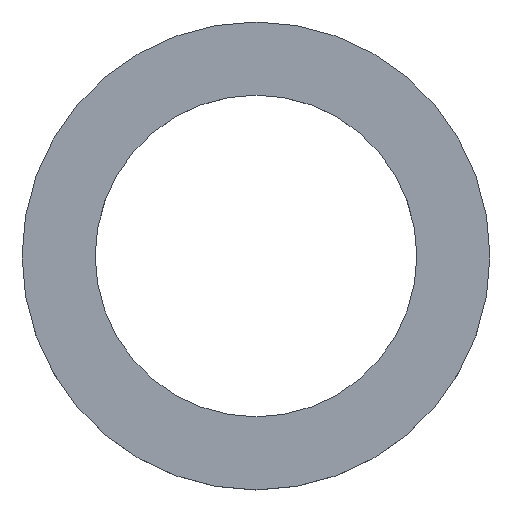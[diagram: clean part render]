
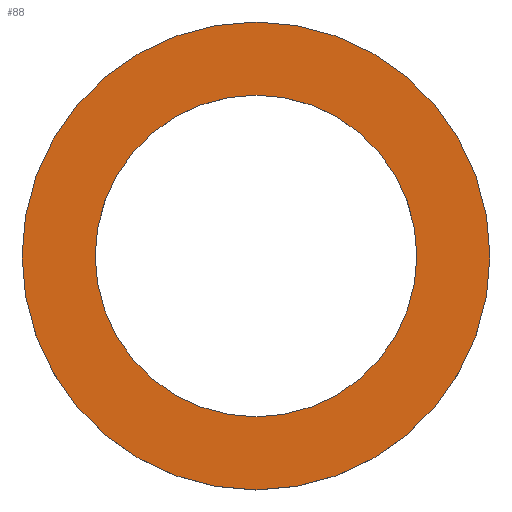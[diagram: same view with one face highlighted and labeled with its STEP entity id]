
A CAD part, top view. The second image highlights one B-rep face of the part: STEP entity #88.
In plain terms, the highlighted planar face has unit normal (0, 0, 1).
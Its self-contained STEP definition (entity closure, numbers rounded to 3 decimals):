
#18 = CIRCLE ( 'NONE', #146, 4.125 ) ;
#30 = FACE_OUTER_BOUND ( 'NONE', #183, .T. ) ;
#33 = DIRECTION ( 'NONE',  ( 1., 0., 0. ) ) ;
#40 = CARTESIAN_POINT ( 'NONE',  ( -32.159, 7.929, 1. ) ) ;
#54 = CARTESIAN_POINT ( 'NONE',  ( -26.159, 7.929, 1. ) ) ;
#61 = VERTEX_POINT ( 'NONE', #117 ) ;
#82 = EDGE_CURVE ( 'NONE', #135, #134, #148, .T. ) ;
#88 = ADVANCED_FACE ( 'NONE', ( #30, #149 ), #212, .T. ) ;
#89 = CIRCLE ( 'NONE', #106, 6. ) ;
#94 = DIRECTION ( 'NONE',  ( 1., 0., 0. ) ) ;
#97 = ORIENTED_EDGE ( 'NONE', *, *, #82, .F. ) ;
#98 = EDGE_CURVE ( 'NONE', #61, #206, #164, .T. ) ;
#105 = DIRECTION ( 'NONE',  ( 0., 0., 1. ) ) ;
#106 = AXIS2_PLACEMENT_3D ( 'NONE', #170, #171, #201 ) ;
#113 = DIRECTION ( 'NONE',  ( 0., 0., 1. ) ) ;
#116 = EDGE_CURVE ( 'NONE', #206, #61, #89, .T. ) ;
#117 = CARTESIAN_POINT ( 'NONE',  ( -38.159, 7.929, 1. ) ) ;
#119 = CARTESIAN_POINT ( 'NONE',  ( -32.159, 7.929, 1. ) ) ;
#134 = VERTEX_POINT ( 'NONE', #155 ) ;
#135 = VERTEX_POINT ( 'NONE', #157 ) ;
#136 = DIRECTION ( 'NONE',  ( 1., 0., 0. ) ) ;
#140 = CARTESIAN_POINT ( 'NONE',  ( -32.159, 7.929, 1. ) ) ;
#146 = AXIS2_PLACEMENT_3D ( 'NONE', #140, #105, #33 ) ;
#147 = EDGE_LOOP ( 'NONE', ( #211, #97 ) ) ;
#148 = CIRCLE ( 'NONE', #175, 4.125 ) ;
#149 = FACE_BOUND ( 'NONE', #147, .T. ) ;
#150 = DIRECTION ( 'NONE',  ( 0., 0., 1. ) ) ;
#155 = CARTESIAN_POINT ( 'NONE',  ( -36.284, 7.929, 1. ) ) ;
#157 = CARTESIAN_POINT ( 'NONE',  ( -28.034, 7.929, 1. ) ) ;
#158 = AXIS2_PLACEMENT_3D ( 'NONE', #182, #150, #136 ) ;
#162 = DIRECTION ( 'NONE',  ( 1., 0., 0. ) ) ;
#163 = EDGE_CURVE ( 'NONE', #134, #135, #18, .T. ) ;
#164 = CIRCLE ( 'NONE', #158, 6. ) ;
#170 = CARTESIAN_POINT ( 'NONE',  ( -32.159, 7.929, 1. ) ) ;
#171 = DIRECTION ( 'NONE',  ( 0., 0., 1. ) ) ;
#175 = AXIS2_PLACEMENT_3D ( 'NONE', #40, #184, #162 ) ;
#177 = AXIS2_PLACEMENT_3D ( 'NONE', #119, #113, #94 ) ;
#182 = CARTESIAN_POINT ( 'NONE',  ( -32.159, 7.929, 1. ) ) ;
#183 = EDGE_LOOP ( 'NONE', ( #198, #213 ) ) ;
#184 = DIRECTION ( 'NONE',  ( 0., 0., 1. ) ) ;
#198 = ORIENTED_EDGE ( 'NONE', *, *, #98, .T. ) ;
#201 = DIRECTION ( 'NONE',  ( 1., 0., 0. ) ) ;
#206 = VERTEX_POINT ( 'NONE', #54 ) ;
#211 = ORIENTED_EDGE ( 'NONE', *, *, #163, .F. ) ;
#212 = PLANE ( 'NONE',  #177 ) ;
#213 = ORIENTED_EDGE ( 'NONE', *, *, #116, .T. ) ;
